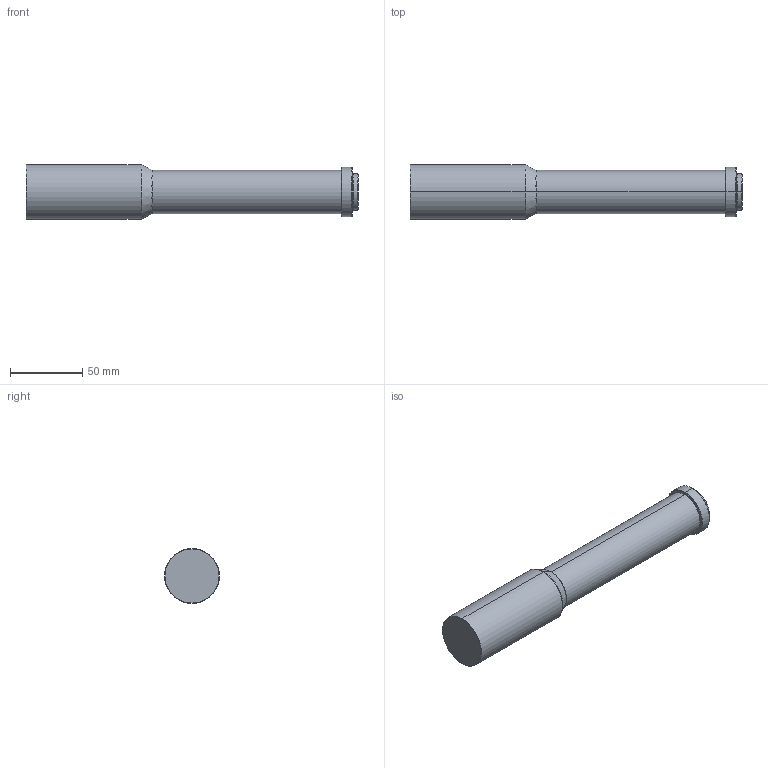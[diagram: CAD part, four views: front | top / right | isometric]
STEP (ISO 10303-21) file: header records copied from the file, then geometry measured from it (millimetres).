
FILE_DESCRIPTION (( 'STEP AP203' ), '1' );
FILE_NAME ('WH07-250A-230D.STEP', '2021-11-30T02:02:23', ( '' ), ( '' ), 'SwSTEP 2.0', 'SolidWorks 2017', '' );
FILE_SCHEMA (( 'CONFIG_CONTROL_DESIGN' ));
Length unit declared in the file: millimetre
Products named in the file (1): WH07-250A-230D
Bounding box: 229.5 x 38 x 38 mm (x, y, z)
Volume: 198515.9 mm3; surface area: 26116.6 mm2
Topology: 1 solids, 1 shells, 29 faces, 56 edges, 32 vertices
Faces by surface type: cone 10, cylinder 10, plane 5, torus 4
Entity records: 815 total; most frequent: DIRECTION 152, CARTESIAN_POINT 118, ORIENTED_EDGE 112, AXIS2_PLACEMENT_3D 66, EDGE_CURVE 56, CIRCLE 36, VERTEX_POINT 32, EDGE_LOOP 32
